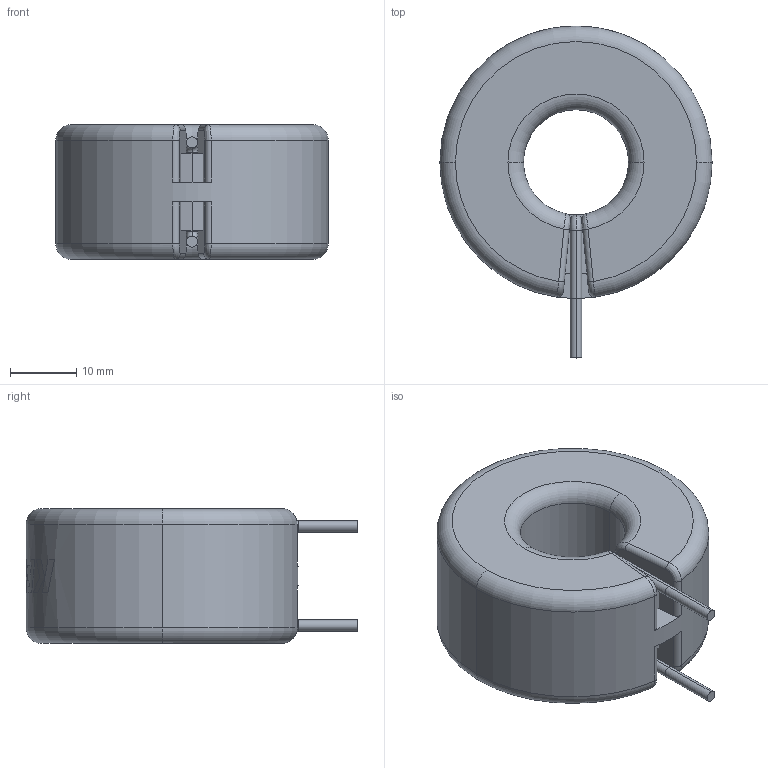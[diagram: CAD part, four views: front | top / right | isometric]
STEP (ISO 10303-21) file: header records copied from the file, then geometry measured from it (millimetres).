
FILE_DESCRIPTION (( 'STEP AP214' ), '1' );
FILE_NAME ('SHBC20-1R7A0152V.STEP', '2019-01-29T06:35:47', ( '' ), ( '' ), 'SwSTEP 2.0', 'SolidWorks 2018', '' );
FILE_SCHEMA (( 'AUTOMOTIVE_DESIGN' ));
Length unit declared in the file: millimetre
Products named in the file (1): SHBC20-1R7A0152V
Bounding box: 41.2 x 50.2 x 20.4 mm (x, y, z)
Volume: 29261.9 mm3; surface area: 9302 mm2
Topology: 2 solids, 2 shells, 74 faces, 218 edges, 149 vertices
Faces by surface type: cylinder 38, torus 16, plane 12, bspline 8
Entity records: 3968 total; most frequent: CARTESIAN_POINT 1187, ORIENTED_EDGE 436, DIRECTION 381, EDGE_CURVE 218, AXIS2_PLACEMENT_3D 165, VERTEX_POINT 149, CIRCLE 98, EDGE_LOOP 79
